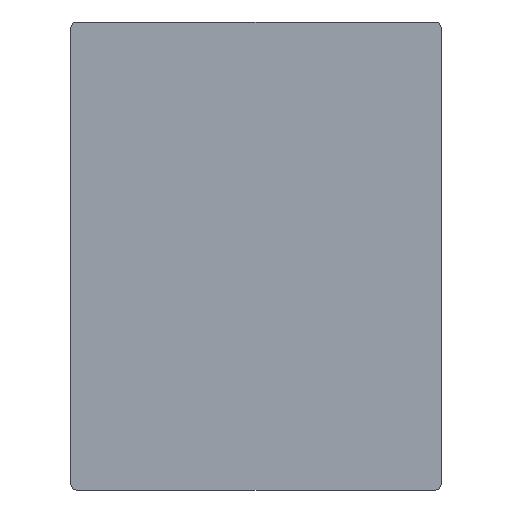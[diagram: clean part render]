
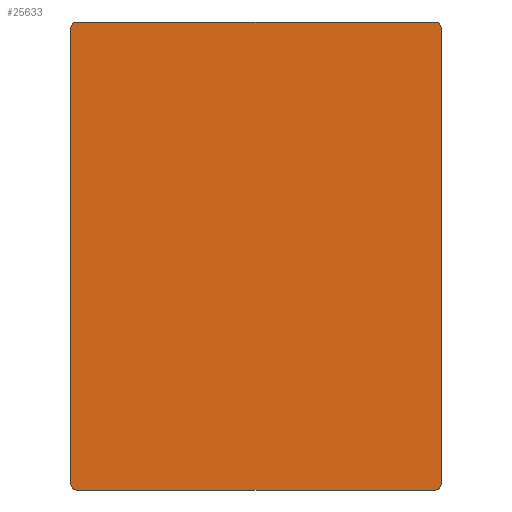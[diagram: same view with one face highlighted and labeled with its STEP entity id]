
A CAD part, front view. The second image highlights one B-rep face of the part: STEP entity #25633.
In plain terms, the highlighted planar face has unit normal (0, -1, 0).
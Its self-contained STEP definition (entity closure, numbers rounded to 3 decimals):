
#128 = PLANE ( 'NONE',  #18624 ) ;
#1299 = VERTEX_POINT ( 'NONE', #8537 ) ;
#1352 = ORIENTED_EDGE ( 'NONE', *, *, #12788, .T. ) ;
#2010 = DIRECTION ( 'NONE',  ( 0., -1., 0. ) ) ;
#2099 = DIRECTION ( 'NONE',  ( 0., -1., 0. ) ) ;
#2375 = DIRECTION ( 'NONE',  ( 0., 0., -1. ) ) ;
#2483 = FACE_OUTER_BOUND ( 'NONE', #26106, .T. ) ;
#2644 = ORIENTED_EDGE ( 'NONE', *, *, #11714, .T. ) ;
#2671 = VERTEX_POINT ( 'NONE', #18019 ) ;
#3283 = VECTOR ( 'NONE', #14740, 1000. ) ;
#3402 = CIRCLE ( 'NONE', #15497, 0.8 ) ;
#3953 = CARTESIAN_POINT ( 'NONE',  ( -23.75, 0., -29.2 ) ) ;
#4343 = AXIS2_PLACEMENT_3D ( 'NONE', #23403, #10043, #25630 ) ;
#4546 = DIRECTION ( 'NONE',  ( 0., -1., 0. ) ) ;
#6016 = VECTOR ( 'NONE', #8427, 1000. ) ;
#6401 = VERTEX_POINT ( 'NONE', #3953 ) ;
#7481 = EDGE_CURVE ( 'NONE', #6401, #1299, #23786, .T. ) ;
#8427 = DIRECTION ( 'NONE',  ( 0., 0., 1. ) ) ;
#8537 = CARTESIAN_POINT ( 'NONE',  ( -23.75, 0., 29.2 ) ) ;
#9744 = CARTESIAN_POINT ( 'NONE',  ( -23.75, 0., 30. ) ) ;
#10043 = DIRECTION ( 'NONE',  ( 0., -1., 0. ) ) ;
#10110 = ORIENTED_EDGE ( 'NONE', *, *, #11614, .F. ) ;
#10124 = CARTESIAN_POINT ( 'NONE',  ( 22.95, 0., -29.2 ) ) ;
#10444 = LINE ( 'NONE', #9744, #28200 ) ;
#10654 = AXIS2_PLACEMENT_3D ( 'NONE', #15299, #2010, #17522 ) ;
#11193 = CARTESIAN_POINT ( 'NONE',  ( 0., 0., 0. ) ) ;
#11614 = EDGE_CURVE ( 'NONE', #15332, #27564, #10444, .T. ) ;
#11714 = EDGE_CURVE ( 'NONE', #20920, #27564, #20135, .T. ) ;
#12317 = ORIENTED_EDGE ( 'NONE', *, *, #13927, .T. ) ;
#12371 = DIRECTION ( 'NONE',  ( 0., 0., -1. ) ) ;
#12788 = EDGE_CURVE ( 'NONE', #15332, #1299, #15875, .T. ) ;
#13329 = VERTEX_POINT ( 'NONE', #20607 ) ;
#13927 = EDGE_CURVE ( 'NONE', #2671, #13329, #3402, .T. ) ;
#14108 = CARTESIAN_POINT ( 'NONE',  ( 23.75, 0., 29.2 ) ) ;
#14696 = CARTESIAN_POINT ( 'NONE',  ( 23.75, 0., 30. ) ) ;
#14740 = DIRECTION ( 'NONE',  ( -1., 0., 0. ) ) ;
#14990 = ORIENTED_EDGE ( 'NONE', *, *, #7481, .F. ) ;
#15145 = CARTESIAN_POINT ( 'NONE',  ( -23.75, 0., 30. ) ) ;
#15299 = CARTESIAN_POINT ( 'NONE',  ( -22.95, 0., 29.2 ) ) ;
#15332 = VERTEX_POINT ( 'NONE', #28067 ) ;
#15497 = AXIS2_PLACEMENT_3D ( 'NONE', #10124, #25696, #12371 ) ;
#15875 = CIRCLE ( 'NONE', #10654, 0.8 ) ;
#15884 = CARTESIAN_POINT ( 'NONE',  ( 22.95, 0., 30. ) ) ;
#17129 = CARTESIAN_POINT ( 'NONE',  ( -22.95, 0., -30. ) ) ;
#17299 = ORIENTED_EDGE ( 'NONE', *, *, #17446, .F. ) ;
#17446 = EDGE_CURVE ( 'NONE', #2671, #28223, #20251, .T. ) ;
#17522 = DIRECTION ( 'NONE',  ( 0., 0., -1. ) ) ;
#17807 = CARTESIAN_POINT ( 'NONE',  ( -22.95, 0., -29.2 ) ) ;
#18019 = CARTESIAN_POINT ( 'NONE',  ( 22.95, 0., -30. ) ) ;
#18184 = ORIENTED_EDGE ( 'NONE', *, *, #26213, .F. ) ;
#18432 = VECTOR ( 'NONE', #28021, 1000. ) ;
#18551 = EDGE_CURVE ( 'NONE', #6401, #28223, #24815, .T. ) ;
#18624 = AXIS2_PLACEMENT_3D ( 'NONE', #11193, #2099, #2375 ) ;
#19158 = LINE ( 'NONE', #14696, #18432 ) ;
#20053 = DIRECTION ( 'NONE',  ( 0., 0., -1. ) ) ;
#20135 = CIRCLE ( 'NONE', #4343, 0.8 ) ;
#20251 = LINE ( 'NONE', #28065, #3283 ) ;
#20607 = CARTESIAN_POINT ( 'NONE',  ( 23.75, 0., -29.2 ) ) ;
#20920 = VERTEX_POINT ( 'NONE', #14108 ) ;
#20962 = AXIS2_PLACEMENT_3D ( 'NONE', #17807, #4546, #20053 ) ;
#23098 = DIRECTION ( 'NONE',  ( 1., 0., 0. ) ) ;
#23403 = CARTESIAN_POINT ( 'NONE',  ( 22.95, 0., 29.2 ) ) ;
#23786 = LINE ( 'NONE', #15145, #6016 ) ;
#24036 = ORIENTED_EDGE ( 'NONE', *, *, #18551, .T. ) ;
#24815 = CIRCLE ( 'NONE', #20962, 0.8 ) ;
#25630 = DIRECTION ( 'NONE',  ( 0., 0., -1. ) ) ;
#25633 = ADVANCED_FACE ( 'NONE', ( #2483 ), #128, .T. ) ;
#25696 = DIRECTION ( 'NONE',  ( 0., -1., 0. ) ) ;
#26106 = EDGE_LOOP ( 'NONE', ( #14990, #24036, #17299, #12317, #18184, #2644, #10110, #1352 ) ) ;
#26213 = EDGE_CURVE ( 'NONE', #20920, #13329, #19158, .T. ) ;
#27564 = VERTEX_POINT ( 'NONE', #15884 ) ;
#28021 = DIRECTION ( 'NONE',  ( 0., 0., -1. ) ) ;
#28065 = CARTESIAN_POINT ( 'NONE',  ( -23.75, 0., -30. ) ) ;
#28067 = CARTESIAN_POINT ( 'NONE',  ( -22.95, 0., 30. ) ) ;
#28200 = VECTOR ( 'NONE', #23098, 1000. ) ;
#28223 = VERTEX_POINT ( 'NONE', #17129 ) ;
